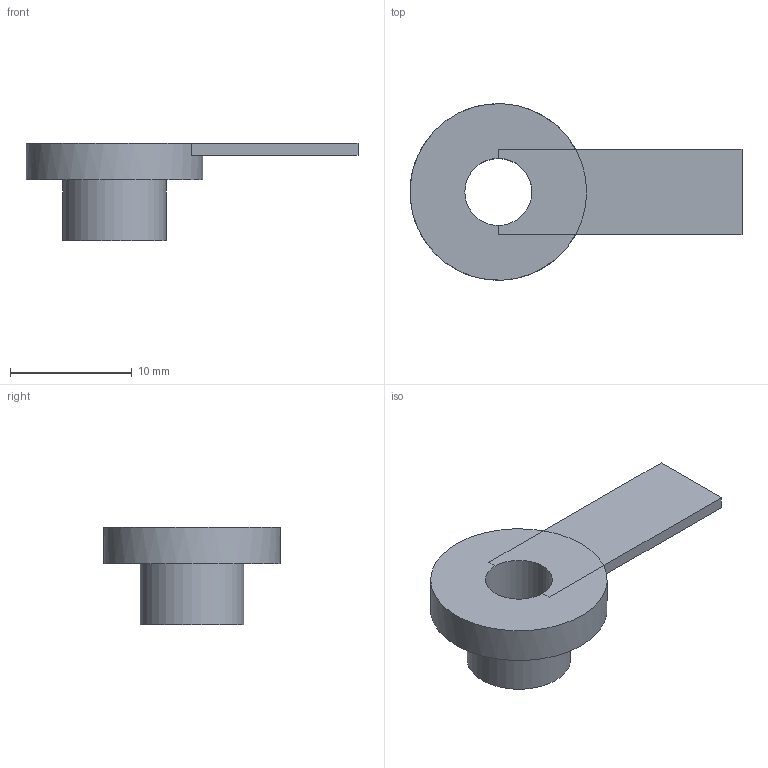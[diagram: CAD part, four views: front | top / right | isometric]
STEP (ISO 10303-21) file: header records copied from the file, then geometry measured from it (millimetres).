
FILE_DESCRIPTION(('FreeCAD Model'),'2;1');
FILE_NAME('fixaror_2_5.5.step','2019-07-09T17:35:46',('Author'),(''), 'Open CASCADE STEP processor 7.3','FreeCAD','Unknown');
FILE_SCHEMA(('AUTOMOTIVE_DESIGN { 1 0 10303 214 1 1 1 1 }'));
Length unit declared in the file: millimetre
Products named in the file (1): Body
Bounding box: 27.25 x 14.5 x 8 mm (x, y, z)
Volume: 680.3 mm3; surface area: 900.7 mm2
Topology: 1 solids, 1 shells, 12 faces, 29 edges, 19 vertices
Faces by surface type: plane 9, cylinder 3
Full cylindrical faces by diameter (mm): 5.5 x1, 8.5 x1, 14.5 x1
Entity records: 768 total; most frequent: CARTESIAN_POINT 137, DIRECTION 122, LINE 61, VECTOR 61, ORIENTED_EDGE 58, PCURVE 58, DEFINITIONAL_REPRESENTATION 58, EDGE_CURVE 29
